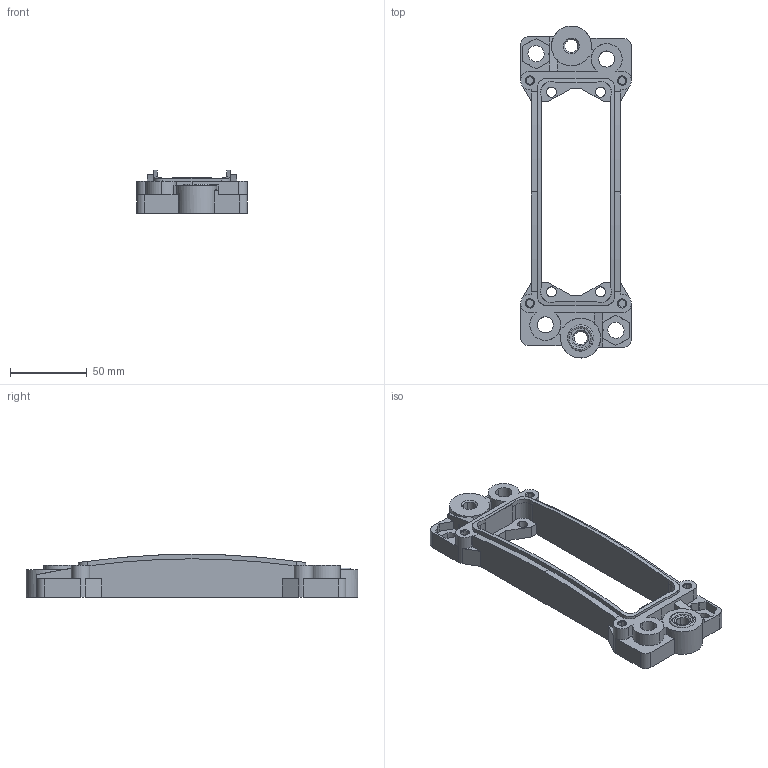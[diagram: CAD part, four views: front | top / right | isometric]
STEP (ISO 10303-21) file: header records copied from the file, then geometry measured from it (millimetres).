
FILE_DESCRIPTION(('CATIA V5 STEP','CAx-IF Rec.Pracs.--- Model Styling and Organization---1.2---2011-12-15'),'2;1');
FILE_NAME ('13311534_2', '2018-07-18T06:19:33+00:00', ('none'), ('Weidmueller'), 'CATIA Version 5-6 Release 2014 SP4 HF52', 'CATIA V5 STEP AP214', 'none');
FILE_SCHEMA(('AUTOMOTIVE_DESIGN { 1 0 10303 214 1 1 1 1 }'));
Length unit declared in the file: millimetre
Products named in the file (1): 1282820000
Bounding box: 72 x 216 x 28.3 mm (x, y, z)
Volume: 117280.6 mm3; surface area: 43033.5 mm2
Topology: 3 solids, 3 shells, 255 faces, 690 edges, 456 vertices
Faces by surface type: cylinder 113, plane 104, torus 20, cone 12, bspline 6
Entity records: 7646 total; most frequent: CARTESIAN_POINT 1676, ORIENTED_EDGE 1380, DIRECTION 920, EDGE_CURVE 690, VERTEX_POINT 456, AXIS2_PLACEMENT_3D 424, VECTOR 360, LINE 360
